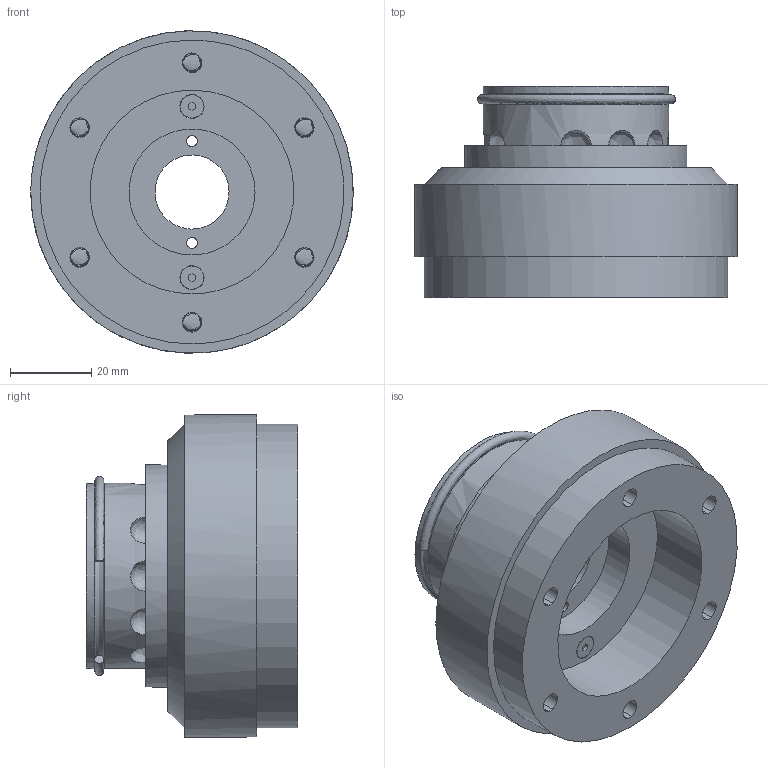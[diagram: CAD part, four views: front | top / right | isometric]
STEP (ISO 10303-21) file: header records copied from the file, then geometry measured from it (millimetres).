
FILE_DESCRIPTION(('FreeCAD Model'),'2;1');
FILE_NAME('Open CASCADE Shape Model','2025-05-04T17:20:16',('FreeCAD'),( 'FreeCAD'),'Open CASCADE STEP processor 7.6','FreeCAD','Unknown');
FILE_SCHEMA(('AUTOMOTIVE_DESIGN { 1 0 10303 214 1 1 1 1 }'));
Length unit declared in the file: millimetre
Products named in the file (1): Open CASCADE STEP translator 7.6 1
Bounding box: 79.3 x 51.96 x 79.29 mm (x, y, z)
Volume: 112907.1 mm3; surface area: 32086.3 mm2
Topology: 13 solids, 13 shells, 376 faces, 1061 edges, 684 vertices
Faces by surface type: bspline 376
Entity records: 30490 total; most frequent: CARTESIAN_POINT 24501, ORIENTED_EDGE 2030, EDGE_CURVE 1015, B_SPLINE_CURVE_WITH_KNOTS 898, VERTEX_POINT 694, FACE_BOUND 431, EDGE_LOOP 421, ADVANCED_FACE 376
